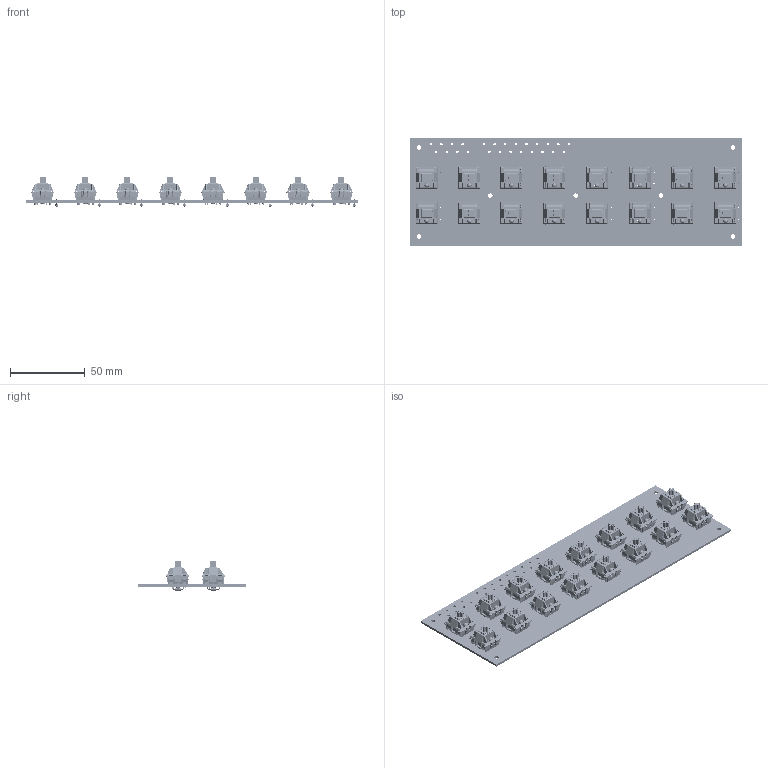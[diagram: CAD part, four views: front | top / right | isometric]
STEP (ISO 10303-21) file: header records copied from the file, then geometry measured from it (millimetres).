
FILE_DESCRIPTION(('KiCad electronic assembly'),'2;1');
FILE_NAME('micro_midi.step','2024-11-09T20:41:07',('Pcbnew'),('Kicad'), 'Open CASCADE STEP processor 7.8','KiCad to STEP converter','Unknown' );
FILE_SCHEMA(('AUTOMOTIVE_DESIGN { 1 0 10303 214 1 1 1 1 }'));
Length unit declared in the file: millimetre
Products named in the file (8): micro_midi 1; MX_PCB; SW_Cherry_MX_PCB_cp; LED_D3.0mm; Diode_DO-35; D_DO-35_SOD27_P7.62mm_Horizontal; micro_midi_PCB
Assembly tree (52 placements, depth 3):
  micro_midi 1
    MX_PCB  x16
      SW_Cherry_MX_PCB_cp
    LED_D3.0mm  x16
      LED_D3.0mm
    Diode_DO-35  x16
      D_DO-35_SOD27_P7.62mm_Horizontal
    micro_midi_PCB
Bounding box: 222.25 x 71.63 x 19.65 mm (x, y, z)
Volume: 41640.5 mm3; surface area: 87671.8 mm2
Topology: 161 solids, 161 shells, 15766 faces, 41212 edges, 25976 vertices
Faces by surface type: plane 9654, cylinder 4368, torus 640, bspline 512, sphere 432, cone 160
Full cylindrical faces by diameter (mm): 0.5 x48, 0.8 x32, 0.9 x32, 1.5 x32, 1.7 x25, 1.75 x32, 2 x32, 2.02 x16, 2.903 x7, 3 x16, 4 x16
Entity records: 53011 total; most frequent: CARTESIAN_POINT 16075, ORIENTED_EDGE 6158, DIRECTION 6060, EDGE_CURVE 3079, LINE 2062, VECTOR 2062, AXIS2_PLACEMENT_3D 1999, VERTEX_POINT 1962
